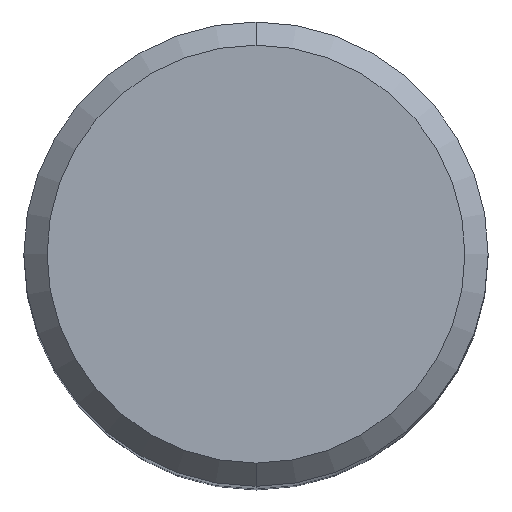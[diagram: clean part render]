
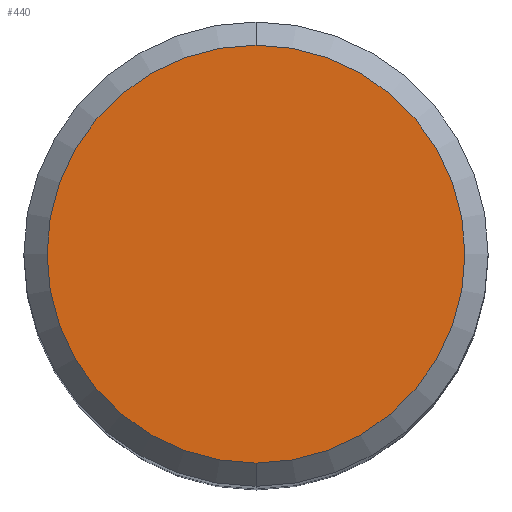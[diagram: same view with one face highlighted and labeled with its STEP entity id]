
A CAD part, top view. The second image highlights one B-rep face of the part: STEP entity #440.
In plain terms, the highlighted planar face has unit normal (0, 0, 1).
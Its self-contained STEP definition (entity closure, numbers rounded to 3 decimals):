
#298=VERTEX_POINT('',#614);
#320=EDGE_CURVE('',#298,#424,#639,.T.);
#414=EDGE_CURVE('',#424,#298,#742,.T.);
#424=VERTEX_POINT('',#752);
#440=ADVANCED_FACE('',(#768),#769,.T.);
#614=CARTESIAN_POINT('',(0.,-7.2,0.0));
#639=CIRCLE('',#1181,7.2);
#742=CIRCLE('',#1375,7.2);
#752=CARTESIAN_POINT('',(0.0,7.2,0.0));
#768=FACE_OUTER_BOUND('',#1437,.T.);
#769=PLANE('',#1438);
#1181=AXIS2_PLACEMENT_3D('',#1681,#1682,#1683);
#1375=AXIS2_PLACEMENT_3D('',#1794,#1795,#1796);
#1437=EDGE_LOOP('',(#1810,#1811));
#1438=AXIS2_PLACEMENT_3D('',#1812,#1813,#1814);
#1681=CARTESIAN_POINT('',(0.0,0.0,0.0));
#1682=DIRECTION('',(0.0,0.0,-1.0));
#1683=DIRECTION('',(0.0,1.0,0.0));
#1794=CARTESIAN_POINT('',(0.0,0.0,0.0));
#1795=DIRECTION('',(0.0,0.0,-1.0));
#1796=DIRECTION('',(0.0,1.0,0.0));
#1810=ORIENTED_EDGE('',*,*,#414,.F.);
#1811=ORIENTED_EDGE('',*,*,#320,.F.);
#1812=CARTESIAN_POINT('',(0.0,3.6,0.0));
#1813=DIRECTION('',(-0.0,0.0,1.0));
#1814=DIRECTION('',(0.0,-1.0,0.0));
